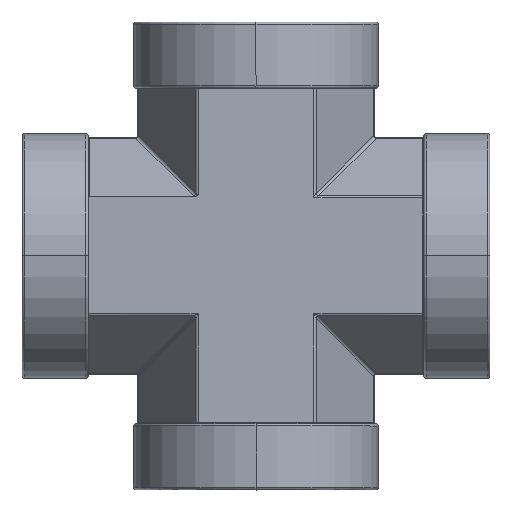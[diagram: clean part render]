
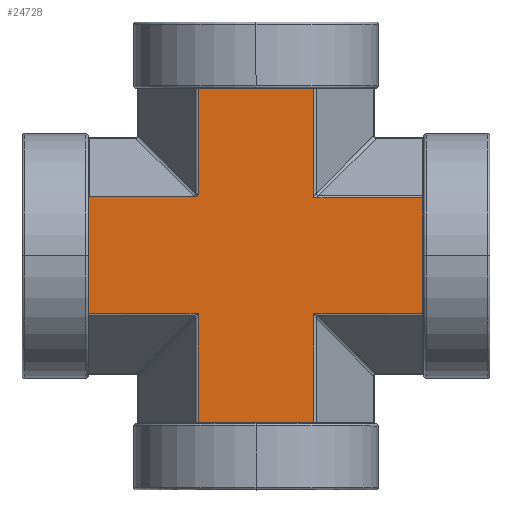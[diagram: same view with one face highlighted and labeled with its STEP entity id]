
A CAD part, top view. The second image highlights one B-rep face of the part: STEP entity #24728.
In plain terms, the highlighted planar face has unit normal (0, 0, 1).
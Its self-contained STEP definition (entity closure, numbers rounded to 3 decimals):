
#1042=CARTESIAN_POINT('',(-12.095,-12.095,21.45));
#1426=CARTESIAN_POINT('',(-12.85,12.384,21.45));
#1431=DIRECTION('',(-1.,0.,0.));
#1432=VECTOR('',#1431,21.95);
#1433=CARTESIAN_POINT('',(-12.85,12.384,21.45));
#1434=LINE('',#1433,#1432);
#1497=CARTESIAN_POINT('',(-12.095,12.731,21.45));
#1498=CARTESIAN_POINT('',(-12.121,12.702,21.45));
#1499=CARTESIAN_POINT('',(-12.175,12.649,21.45));
#1500=CARTESIAN_POINT('',(-12.26,12.579,21.45));
#1501=CARTESIAN_POINT('',(-12.35,12.52,21.45));
#1502=CARTESIAN_POINT('',(-12.445,12.47,21.45));
#1503=CARTESIAN_POINT('',(-12.544,12.432,21.45));
#1504=CARTESIAN_POINT('',(-12.646,12.404,21.45));
#1505=CARTESIAN_POINT('',(-12.748,12.388,21.45));
#1506=CARTESIAN_POINT('',(-12.816,12.384,21.45));
#1507=CARTESIAN_POINT('',(-12.85,12.384,21.45));
#1526=CARTESIAN_POINT('',(-12.095,12.731,21.45));
#8237=CARTESIAN_POINT('',(12.095,-12.095,21.45));
#8297=DIRECTION('',(0.,1.,0.));
#8298=VECTOR('',#8297,22.705);
#8299=CARTESIAN_POINT('',(-12.095,-34.8,21.45));
#8300=LINE('',#8299,#8298);
#8304=DIRECTION('',(1.,0.,0.));
#8305=VECTOR('',#8304,22.905);
#8306=CARTESIAN_POINT('',(-35.,-12.095,21.45));
#8307=LINE('',#8306,#8305);
#8311=DIRECTION('',(0.,1.,0.));
#8312=VECTOR('',#8311,24.711);
#8313=CARTESIAN_POINT('',(-35.,-12.095,21.45));
#8314=LINE('',#8313,#8312);
#8318=DIRECTION('',(0.,-1.,0.));
#8319=VECTOR('',#8318,22.269);
#8320=CARTESIAN_POINT('',(-12.095,35.,21.45));
#8321=LINE('',#8320,#8319);
#8325=DIRECTION('',(-1.,0.,0.));
#8326=VECTOR('',#8325,24.191);
#8327=CARTESIAN_POINT('',(12.095,35.,21.45));
#8328=LINE('',#8327,#8326);
#8332=DIRECTION('',(0.,-1.,0.));
#8333=VECTOR('',#8332,22.905);
#8334=CARTESIAN_POINT('',(12.095,35.,21.45));
#8335=LINE('',#8334,#8333);
#8339=DIRECTION('',(1.,0.,0.));
#8340=VECTOR('',#8339,22.705);
#8341=CARTESIAN_POINT('',(12.095,12.095,21.45));
#8342=LINE('',#8341,#8340);
#8346=DIRECTION('',(0.,-1.,0.));
#8347=VECTOR('',#8346,24.191);
#8348=CARTESIAN_POINT('',(34.8,12.095,21.45));
#8349=LINE('',#8348,#8347);
#8353=DIRECTION('',(-1.,0.,0.));
#8354=VECTOR('',#8353,22.705);
#8355=CARTESIAN_POINT('',(34.8,-12.095,21.45));
#8356=LINE('',#8355,#8354);
#8360=DIRECTION('',(0.,1.,0.));
#8361=VECTOR('',#8360,22.705);
#8362=CARTESIAN_POINT('',(12.095,-34.8,21.45));
#8363=LINE('',#8362,#8361);
#8367=DIRECTION('',(-1.,0.,0.));
#8368=VECTOR('',#8367,24.191);
#8369=CARTESIAN_POINT('',(12.095,-34.8,21.45));
#8370=LINE('',#8369,#8368);
#8374=CARTESIAN_POINT('',(-34.8,12.384,21.45));
#8375=CARTESIAN_POINT('',(-34.836,12.384,21.45));
#8376=CARTESIAN_POINT('',(-34.889,12.403,21.45));
#8377=CARTESIAN_POINT('',(-34.948,12.452,21.45));
#8378=CARTESIAN_POINT('',(-34.987,12.52,21.45));
#8379=CARTESIAN_POINT('',(-35.,12.579,21.45));
#8380=CARTESIAN_POINT('',(-35.,12.615,21.45));
#19579=CARTESIAN_POINT('',(34.8,12.095,21.45));
#19580=CARTESIAN_POINT('',(34.8,-12.095,21.45));
#19581=VERTEX_POINT('',#19579);
#19582=VERTEX_POINT('',#19580);
#19611=CARTESIAN_POINT('',(12.095,-34.8,21.45));
#19612=CARTESIAN_POINT('',(-12.095,-34.8,21.45));
#19613=VERTEX_POINT('',#19611);
#19614=VERTEX_POINT('',#19612);
#19678=VERTEX_POINT('',#8237);
#19700=VERTEX_POINT('',#1042);
#19709=CARTESIAN_POINT('',(-35.,-12.095,21.45));
#19711=VERTEX_POINT('',#19709);
#19827=CARTESIAN_POINT('',(12.095,12.095,21.45));
#19828=VERTEX_POINT('',#19827);
#19829=CARTESIAN_POINT('',(12.095,35.,21.45));
#19830=CARTESIAN_POINT('',(-12.095,35.,21.45));
#19831=VERTEX_POINT('',#19829);
#19832=VERTEX_POINT('',#19830);
#19837=VERTEX_POINT('',#1426);
#19838=VERTEX_POINT('',#1526);
#19867=VERTEX_POINT('',#8374);
#19868=VERTEX_POINT('',#8380);
#24703=CARTESIAN_POINT('',(0.,12.384,21.45));
#24704=DIRECTION('',(0.,0.,1.));
#24705=DIRECTION('',(0.,-1.,0.));
#24706=AXIS2_PLACEMENT_3D('',#24703,#24704,#24705);
#24707=PLANE('',#24706);
#24708=ORIENTED_EDGE('',*,*,#20965,.T.);
#24709=ORIENTED_EDGE('',*,*,#21041,.F.);
#24710=ORIENTED_EDGE('',*,*,#21061,.T.);
#24712=ORIENTED_EDGE('',*,*,#24711,.F.);
#24713=ORIENTED_EDGE('',*,*,#21329,.F.);
#24714=ORIENTED_EDGE('',*,*,#21425,.F.);
#24715=ORIENTED_EDGE('',*,*,#21439,.F.);
#24716=ORIENTED_EDGE('',*,*,#21483,.F.);
#24718=ORIENTED_EDGE('',*,*,#24717,.T.);
#24720=ORIENTED_EDGE('',*,*,#24719,.T.);
#24722=ORIENTED_EDGE('',*,*,#24721,.T.);
#24723=ORIENTED_EDGE('',*,*,#24596,.T.);
#24724=ORIENTED_EDGE('',*,*,#24672,.F.);
#24725=ORIENTED_EDGE('',*,*,#24695,.T.);
#24726=EDGE_LOOP('',(#24708,#24709,#24710,#24712,#24713,#24714,#24715,#24716,
#24718,#24720,#24722,#24723,#24724,#24725));
#24727=FACE_OUTER_BOUND('',#24726,.F.);
#1508=B_SPLINE_CURVE_WITH_KNOTS('',3,(#1497,#1498,#1499,#1500,#1501,#1502,#1503,
#1504,#1505,#1506,#1507),.UNSPECIFIED.,.F.,.F.,(4,1,1,1,1,1,1,1,4),(0.,
0.125,0.25,0.375,0.5,0.625,0.75,0.875,1.),.UNSPECIFIED.);
#8381=B_SPLINE_CURVE_WITH_KNOTS('',3,(#8374,#8375,#8376,#8377,#8378,#8379,
#8380),.UNSPECIFIED.,.F.,.F.,(4,1,1,1,4),(0.,0.25,0.5,0.75,1.),
.UNSPECIFIED.);
#20965=EDGE_CURVE('',#19614,#19700,#8300,.T.);
#21041=EDGE_CURVE('',#19711,#19700,#8307,.T.);
#21061=EDGE_CURVE('',#19711,#19868,#8314,.T.);
#21329=EDGE_CURVE('',#19837,#19867,#1434,.T.);
#21425=EDGE_CURVE('',#19838,#19837,#1508,.T.);
#21439=EDGE_CURVE('',#19832,#19838,#8321,.T.);
#21483=EDGE_CURVE('',#19831,#19832,#8328,.T.);
#24596=EDGE_CURVE('',#19582,#19678,#8356,.T.);
#24672=EDGE_CURVE('',#19613,#19678,#8363,.T.);
#24695=EDGE_CURVE('',#19613,#19614,#8370,.T.);
#24711=EDGE_CURVE('',#19867,#19868,#8381,.T.);
#24717=EDGE_CURVE('',#19831,#19828,#8335,.T.);
#24719=EDGE_CURVE('',#19828,#19581,#8342,.T.);
#24721=EDGE_CURVE('',#19581,#19582,#8349,.T.);
#24728=ADVANCED_FACE('',(#24727),#24707,.T.);
